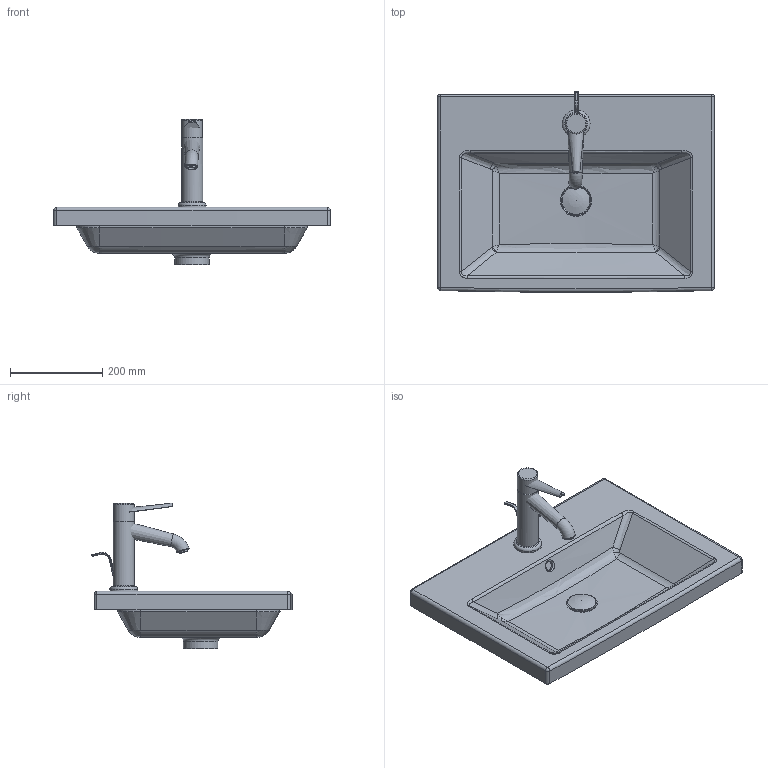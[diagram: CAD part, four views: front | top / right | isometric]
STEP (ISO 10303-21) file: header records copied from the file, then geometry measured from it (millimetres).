
FILE_DESCRIPTION((''),'2;1');
FILE_NAME('034760.stp','2010-03-24T10:50:18',('Andreas'),(''),'Autodesk Inventor 2009','Autodesk Inventor 2009','');
FILE_SCHEMA(('AUTOMOTIVE_DESIGN { 1 0 10303 214 1 1 1 1 }'));
Length unit declared in the file: millimetre
Products named in the file (10): 034760; Baterie2nd; hebel1Lang2; Hebel2; Griff2; Halter; Neoperl2; Kelch2; Stopfen2
Assembly tree (9 placements, depth 3):
  034760
    034760
    Baterie2nd
      hebel1Lang2
      Hebel2
      Griff2
      Halter
      Neoperl2
    Kelch2
    Stopfen2
Bounding box: 600 x 434.23 x 316.17 mm (x, y, z)
Volume: 11733085.2 mm3; surface area: 815836.4 mm2
Topology: 8 solids, 8 shells, 208 faces, 480 edges, 285 vertices
Faces by surface type: cylinder 74, plane 57, bspline 48, torus 17, cone 8, sphere 4
Full cylindrical faces by diameter (mm): 16 x1, 20 x2, 35 x1, 42 x1, 44 x1, 45 x1, 46 x1, 52 x1, 60 x2, 75 x1
Entity records: 12276 total; most frequent: CARTESIAN_POINT 7616, DIRECTION 929, ORIENTED_EDGE 886, EDGE_CURVE 443, AXIS2_PLACEMENT_3D 381, VERTEX_POINT 277, EDGE_LOOP 242, FACE_OUTER_BOUND 208
